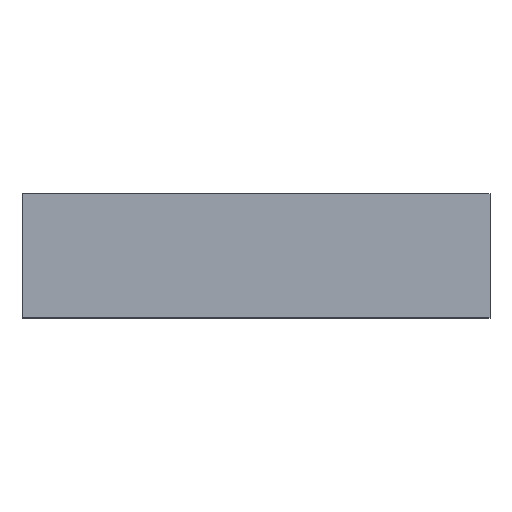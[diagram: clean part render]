
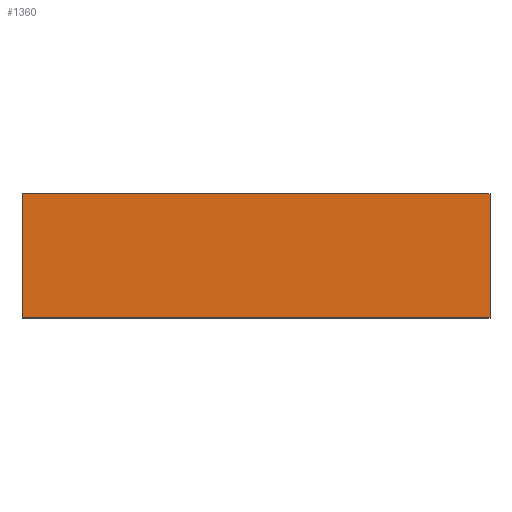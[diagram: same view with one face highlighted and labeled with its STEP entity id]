
A CAD part, top view. The second image highlights one B-rep face of the part: STEP entity #1360.
In plain terms, the highlighted planar face has unit normal (0, 0, 1).
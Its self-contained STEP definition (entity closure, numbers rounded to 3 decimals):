
#1333=AXIS2_PLACEMENT_3D('Plane Axis2P3D',#1330,#1331,#1332) ;
#1301=CARTESIAN_POINT('Vertex',(0.,0.,24.722)) ;
#1315=CARTESIAN_POINT('Vertex',(10.55,0.,24.722)) ;
#1318=CARTESIAN_POINT('Line Origine',(5.275,0.,24.722)) ;
#1330=CARTESIAN_POINT('Axis2P3D Location',(1.6,0.2,24.722)) ;
#1335=CARTESIAN_POINT('Line Origine',(0.,1.4,24.722)) ;
#1339=CARTESIAN_POINT('Vertex',(0.,2.8,24.722)) ;
#1342=CARTESIAN_POINT('Line Origine',(10.55,1.4,24.722)) ;
#1346=CARTESIAN_POINT('Vertex',(10.55,2.8,24.722)) ;
#1349=CARTESIAN_POINT('Line Origine',(5.275,2.8,24.722)) ;
#1319=DIRECTION('Vector Direction',(1.,0.,0.)) ;
#1331=DIRECTION('Axis2P3D Direction',(0.,0.,1.)) ;
#1332=DIRECTION('Axis2P3D XDirection',(0.,1.,0.)) ;
#1336=DIRECTION('Vector Direction',(0.,-1.,0.)) ;
#1343=DIRECTION('Vector Direction',(0.,1.,0.)) ;
#1350=DIRECTION('Vector Direction',(1.,0.,0.)) ;
#1320=VECTOR('Line Direction',#1319,1.) ;
#1337=VECTOR('Line Direction',#1336,1.) ;
#1344=VECTOR('Line Direction',#1343,1.) ;
#1351=VECTOR('Line Direction',#1350,1.) ;
#1355=ORIENTED_EDGE('',*,*,#1341,.F.) ;
#1356=ORIENTED_EDGE('',*,*,#1322,.T.) ;
#1357=ORIENTED_EDGE('',*,*,#1348,.T.) ;
#1358=ORIENTED_EDGE('',*,*,#1353,.F.) ;
#1360=ADVANCED_FACE('68405_HDC_MXCC_4X_02.1\\HDC_MXCC_4X_2_KOTR .1\\HDC_MXCC_4X_2_KOTR',(#1359),#1334,.T.) ;
#1322=EDGE_CURVE('',#1302,#1316,#1321,.T.) ;
#1341=EDGE_CURVE('',#1302,#1340,#1338,.F.) ;
#1348=EDGE_CURVE('',#1316,#1347,#1345,.T.) ;
#1353=EDGE_CURVE('',#1340,#1347,#1352,.T.) ;
#1354=EDGE_LOOP('',(#1355,#1356,#1357,#1358)) ;
#1359=FACE_OUTER_BOUND('',#1354,.T.) ;
#1321=LINE('Line',#1318,#1320) ;
#1338=LINE('Line',#1335,#1337) ;
#1345=LINE('Line',#1342,#1344) ;
#1352=LINE('Line',#1349,#1351) ;
#1334=PLANE('',#1333) ;
#1302=VERTEX_POINT('',#1301) ;
#1316=VERTEX_POINT('',#1315) ;
#1340=VERTEX_POINT('',#1339) ;
#1347=VERTEX_POINT('',#1346) ;
